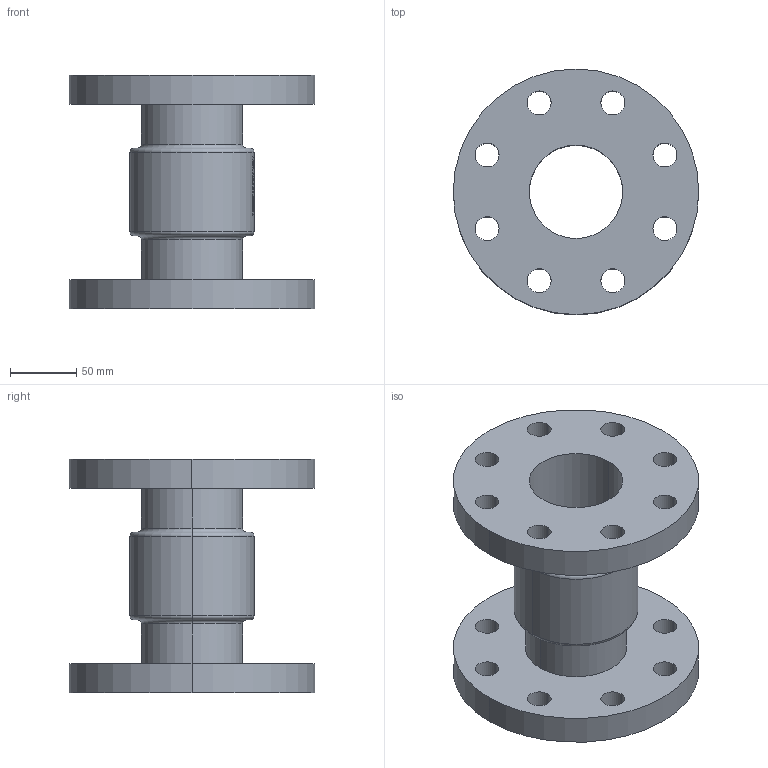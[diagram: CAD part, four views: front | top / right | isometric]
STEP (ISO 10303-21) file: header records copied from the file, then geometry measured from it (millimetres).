
FILE_DESCRIPTION (( 'STEP AP214' ), '1' );
FILE_NAME ('7120000_DN065_PN40_51420284.STEP', '2022-02-16T11:08:02', ( 'axxx' ), ( 'Hewlett-Packard Company' ), 'SwSTEP 2.0', 'SolidWorks 2019', '' );
FILE_SCHEMA (( 'AUTOMOTIVE_DESIGN' ));
Length unit declared in the file: millimetre
Products named in the file (1): 7120000_DN065_PN40_51420284
Bounding box: 185 x 185 x 176 mm (x, y, z)
Volume: 1162645.9 mm3; surface area: 207793.7 mm2
Topology: 1 solids, 1 shells, 557 faces, 1450 edges, 964 vertices
Faces by surface type: plane 257, bspline 225, cylinder 67, torus 8
Entity records: 29984 total; most frequent: CARTESIAN_POINT 17719, ORIENTED_EDGE 2900, DIRECTION 1790, EDGE_CURVE 1450, VERTEX_POINT 964, VECTOR 782, LINE 782, EDGE_LOOP 660
